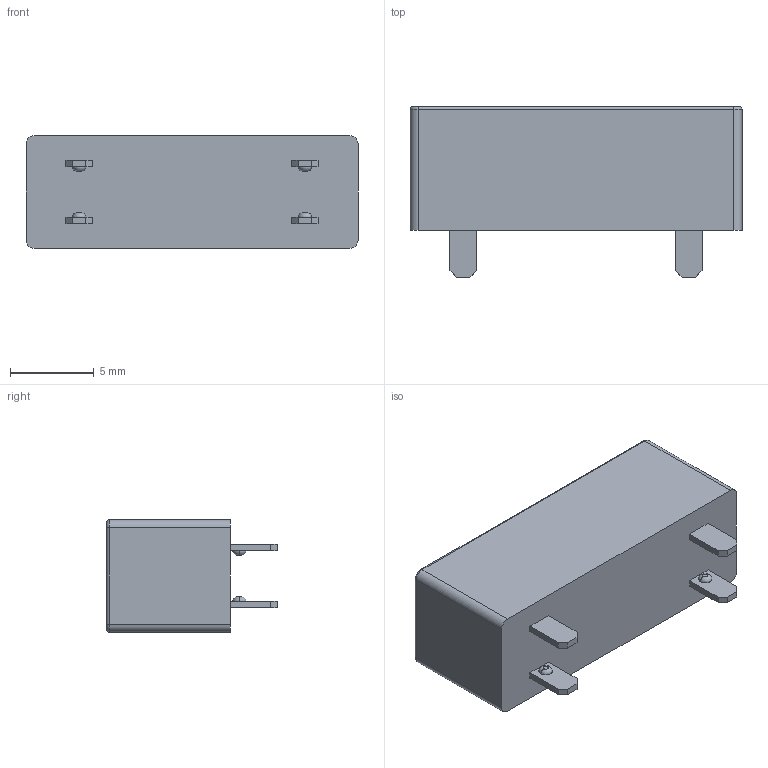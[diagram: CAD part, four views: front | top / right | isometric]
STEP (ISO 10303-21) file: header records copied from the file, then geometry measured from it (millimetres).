
FILE_DESCRIPTION (( 'STEP AP214' ), '1' );
FILE_NAME ('3557-20.STEP', '2021-10-24T05:31:19', ( '' ), ( '' ), 'SwSTEP 2.0', 'SolidWorks 2018', '' );
FILE_SCHEMA (( 'AUTOMOTIVE_DESIGN' ));
Length unit declared in the file: millimetre
Products named in the file (2): 3557-20
Bounding box: 19.81 x 10.16 x 6.73 mm (x, y, z)
Volume: 659.3 mm3; surface area: 1439.1 mm2
Topology: 3 solids, 3 shells, 187 faces, 588 edges, 408 vertices
Faces by surface type: plane 143, cylinder 28, torus 12, bspline 4
Entity records: 6991 total; most frequent: CARTESIAN_POINT 1485, ORIENTED_EDGE 1176, DIRECTION 1050, EDGE_CURVE 588, LINE 464, VECTOR 464, VERTEX_POINT 408, AXIS2_PLACEMENT_3D 293
